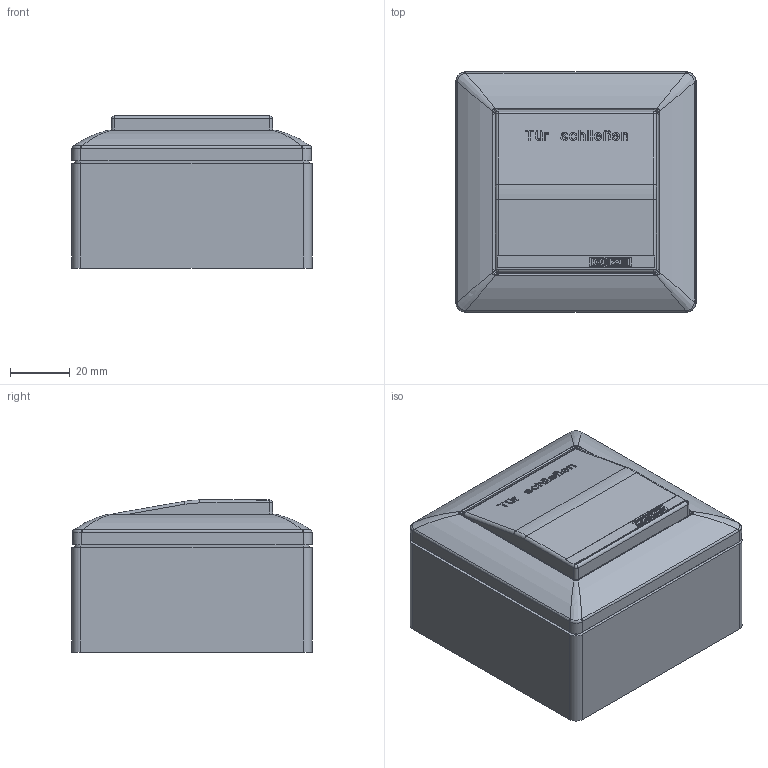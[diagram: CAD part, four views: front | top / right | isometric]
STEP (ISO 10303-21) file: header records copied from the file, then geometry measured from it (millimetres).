
FILE_DESCRIPTION(('CoCreate Modeling STEP Export'),'2;1');
FILE_NAME('20520-K-008_Unterbrechertaster_Aufputz.stp','2011-04-27T15:40:50',(''),(''),'CoCreate Modeling STEP processor for AP214 (Solid Model)','CoCreate Modeling 17.0B 09-Oct-2010 (C) Parametric Technology GmbH','');
FILE_SCHEMA(('AUTOMOTIVE_DESIGN { 1 0 10303 214 1 1 1 1 }'));
Length unit declared in the file: millimetre
Products named in the file (4): 21202-0-056; 21202-0-056_Taste; 70484-2-0592.2; 20520-K-008_Unterbrechertaster_Aufputz
Assembly tree (3 placements, depth 2):
  20520-K-008_Unterbrechertaster_Aufputz
    70484-2-0592.2
    21202-0-056_Taste
    21202-0-056
Bounding box: 80.5 x 80.5 x 51 mm (x, y, z)
Volume: 294758.6 mm3; surface area: 48786 mm2
Topology: 3 solids, 3 shells, 570 faces, 1570 edges, 1028 vertices
Faces by surface type: plane 458, cylinder 53, bspline 32, extrusion 17, torus 6, sphere 4
Entity records: 23009 total; most frequent: CARTESIAN_POINT 8590, ORIENTED_EDGE 3132, DIRECTION 2613, EDGE_CURVE 1566, VECTOR 1357, LINE 1340, VERTEX_POINT 1028, AXIS2_PLACEMENT_3D 628
